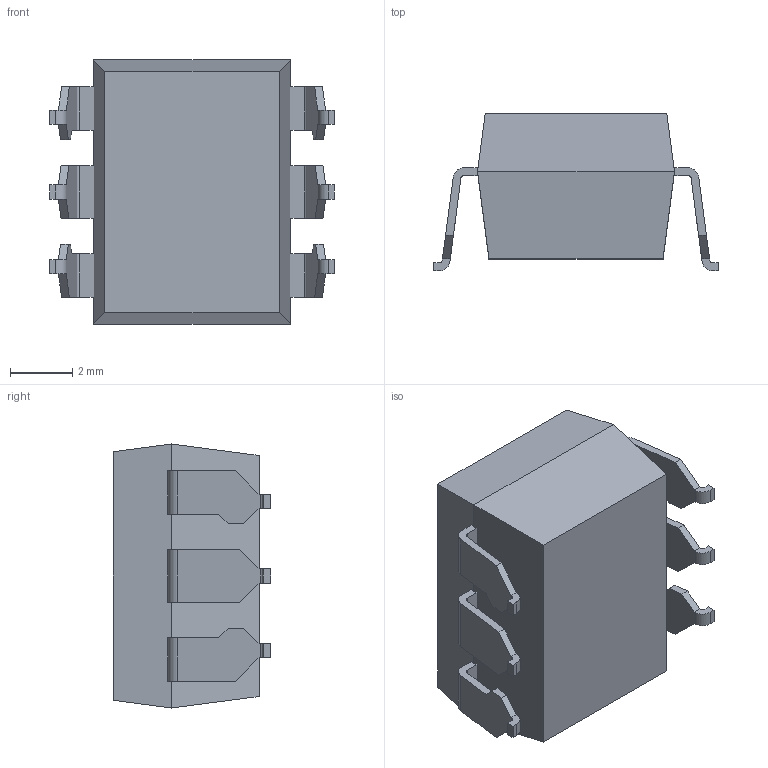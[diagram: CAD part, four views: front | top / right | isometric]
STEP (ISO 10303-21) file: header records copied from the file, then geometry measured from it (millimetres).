
FILE_DESCRIPTION (( 'STEP AP214' ), '1' );
FILE_NAME ('4N35SM.STEP', '2023-08-25T20:41:16', ( '' ), ( '' ), 'SwSTEP 2.0', 'SolidWorks 2021', '' );
FILE_SCHEMA (( 'AUTOMOTIVE_DESIGN' ));
Length unit declared in the file: millimetre
Products named in the file (1): 4N35SM
Bounding box: 9.16 x 5.08 x 8.51 mm (x, y, z)
Volume: 240 mm3; surface area: 304.8 mm2
Topology: 8 solids, 8 shells, 139 faces, 362 edges, 240 vertices
Faces by surface type: plane 111, cylinder 28
Entity records: 4317 total; most frequent: CARTESIAN_POINT 742, ORIENTED_EDGE 724, DIRECTION 698, EDGE_CURVE 362, VECTOR 306, LINE 306, VERTEX_POINT 240, AXIS2_PLACEMENT_3D 196
